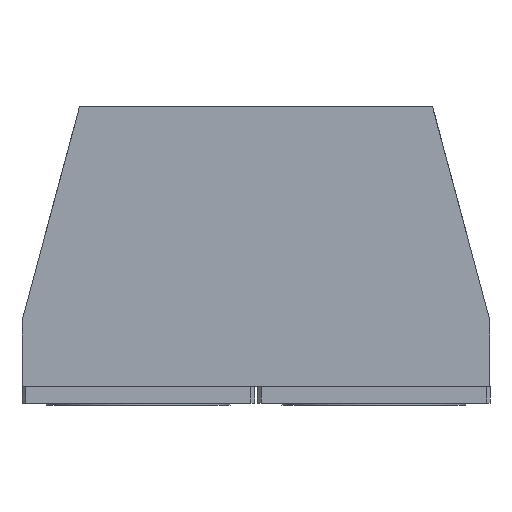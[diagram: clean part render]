
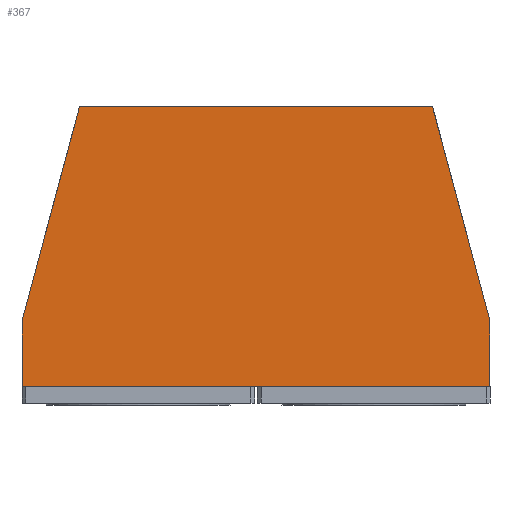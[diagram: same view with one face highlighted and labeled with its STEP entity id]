
A CAD part, left-side view. The second image highlights one B-rep face of the part: STEP entity #367.
In plain terms, the highlighted planar face has unit normal (-1, 0, 0).
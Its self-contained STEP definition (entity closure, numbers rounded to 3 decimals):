
#81=FACE_OUTER_BOUND('',#522,.T.);
#115=LINE('',#1714,#228);
#146=LINE('',#1950,#259);
#175=LINE('',#2009,#288);
#176=LINE('',#2011,#289);
#177=LINE('',#2013,#290);
#178=LINE('',#2014,#291);
#228=VECTOR('',#1370,1.);
#259=VECTOR('',#1481,1.);
#288=VECTOR('',#1532,1.);
#289=VECTOR('',#1535,1.);
#290=VECTOR('',#1536,1.);
#291=VECTOR('',#1537,1.);
#367=ADVANCED_FACE('',(#81),#426,.F.);
#426=PLANE('',#1292);
#522=EDGE_LOOP('',(#714,#715,#716,#717,#718,#719));
#714=ORIENTED_EDGE('',*,*,#1002,.F.);
#715=ORIENTED_EDGE('',*,*,#1090,.F.);
#716=ORIENTED_EDGE('',*,*,#1091,.F.);
#717=ORIENTED_EDGE('',*,*,#1059,.F.);
#718=ORIENTED_EDGE('',*,*,#1089,.F.);
#719=ORIENTED_EDGE('',*,*,#1092,.F.);
#894=VERTEX_POINT('',#1713);
#895=VERTEX_POINT('',#1715);
#943=VERTEX_POINT('',#1949);
#944=VERTEX_POINT('',#1951);
#962=VERTEX_POINT('',#2008);
#963=VERTEX_POINT('',#2012);
#1002=EDGE_CURVE('',#894,#895,#115,.T.);
#1059=EDGE_CURVE('',#943,#944,#146,.T.);
#1089=EDGE_CURVE('',#962,#943,#175,.T.);
#1090=EDGE_CURVE('',#963,#894,#176,.T.);
#1091=EDGE_CURVE('',#944,#963,#177,.T.);
#1092=EDGE_CURVE('',#895,#962,#178,.T.);
#1292=AXIS2_PLACEMENT_3D('',#2015,#1538,#1539);
#1370=DIRECTION('',(0.,-1.,0.));
#1481=DIRECTION('',(0.,1.,0.));
#1532=DIRECTION('',(0.,0.,-1.));
#1535=DIRECTION('',(0.,-0.259,0.966));
#1536=DIRECTION('',(0.,0.,1.));
#1537=DIRECTION('',(0.,-0.259,-0.966));
#1538=DIRECTION('',(1.,0.,0.));
#1539=DIRECTION('',(0.,1.,0.));
#1713=CARTESIAN_POINT('',(-60.,48.,8.));
#1714=CARTESIAN_POINT('',(-60.,48.,8.));
#1715=CARTESIAN_POINT('',(-60.,-48.,8.));
#1949=CARTESIAN_POINT('',(-60.,-63.5,-68.));
#1950=CARTESIAN_POINT('',(-60.,63.5,-68.));
#1951=CARTESIAN_POINT('',(-60.,63.5,-68.));
#2008=CARTESIAN_POINT('',(-60.,-63.5,-49.847));
#2009=CARTESIAN_POINT('',(-60.,-63.5,-49.847));
#2011=CARTESIAN_POINT('',(-60.,63.5,-49.847));
#2012=CARTESIAN_POINT('',(-60.,63.5,-49.847));
#2013=CARTESIAN_POINT('',(-60.,63.5,-68.));
#2014=CARTESIAN_POINT('',(-60.,-48.,8.));
#2015=CARTESIAN_POINT('',(-60.,-63.5,8.));
